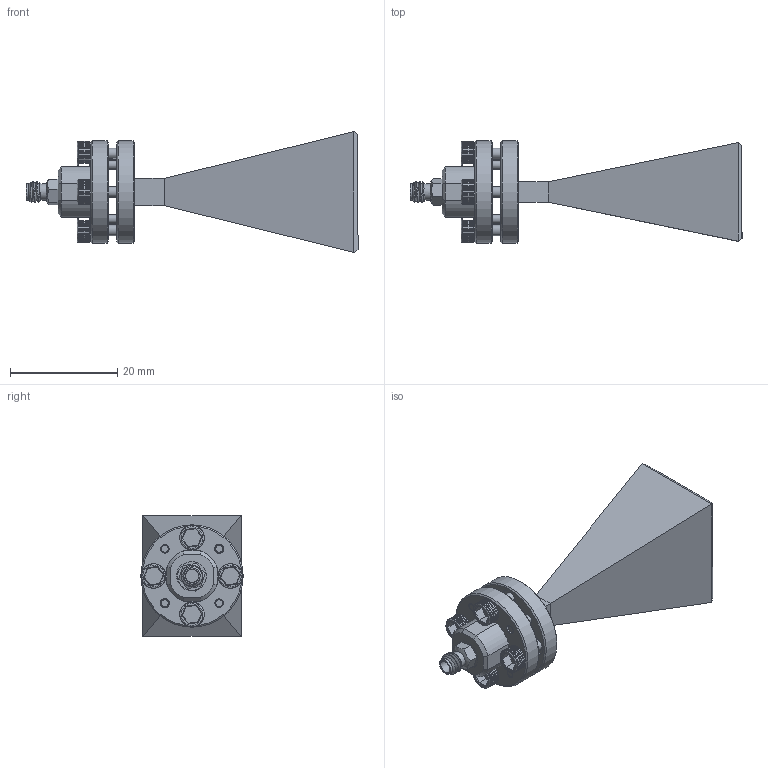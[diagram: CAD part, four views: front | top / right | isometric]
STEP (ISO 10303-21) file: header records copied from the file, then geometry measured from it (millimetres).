
FILE_DESCRIPTION (( 'STEP AP203' ), '1' );
FILE_NAME ('SAR-2309-101F-E2.STEP', '2018-11-29T22:28:32', ( '' ), ( '' ), 'SwSTEP 2.0', 'SolidWorks 2016', '' );
FILE_SCHEMA (( 'CONFIG_CONTROL_DESIGN' ));
Length unit declared in the file: inch
Products named in the file (1): SAR-2309-101F-E2
Bounding box: 61.85 x 19.05 x 22.47 mm (x, y, z)
Surface area: 4908.9 mm2 (no closed solid volume)
Topology: 0 solids, 16 shells, 506 faces, 1656 edges, 1184 vertices
Faces by surface type: plane 291, cylinder 160, cone 40, bspline 15
Full cylindrical faces by diameter (mm): 1.511 x2, 1.562 x2, 1.588 x4, 1.702 x4, 2.032 x4, 2.261 x8, 2.39 x1, 2.997 x2, 3.556 x8, 19.05 x2
Entity records: 21969 total; most frequent: CARTESIAN_POINT 9298, ORIENTED_EDGE 2880, DIRECTION 1988, EDGE_CURVE 1557, VERTEX_POINT 1154, B_SPLINE_CURVE_WITH_KNOTS 764, AXIS2_PLACEMENT_3D 750, EDGE_LOOP 625
